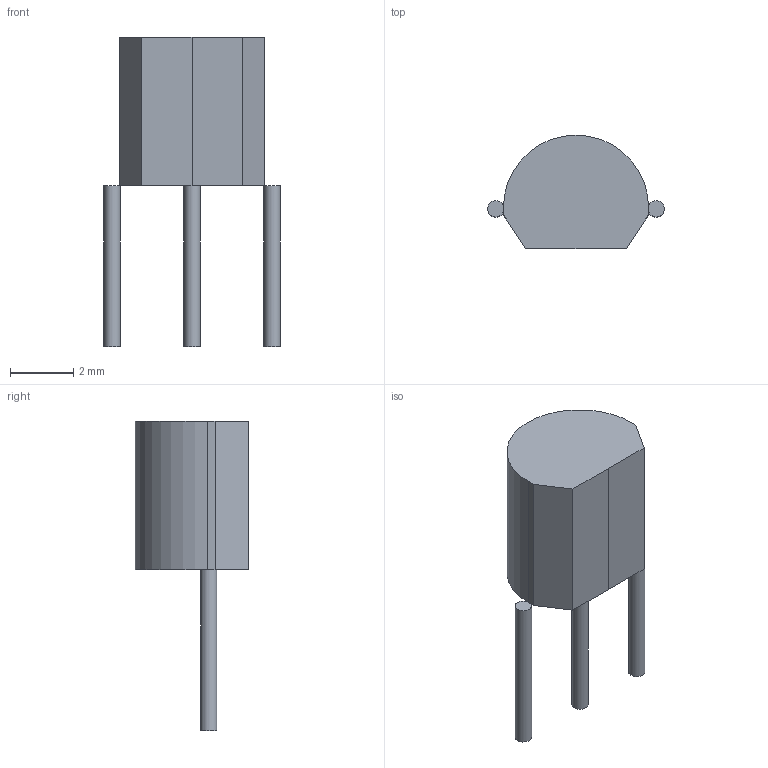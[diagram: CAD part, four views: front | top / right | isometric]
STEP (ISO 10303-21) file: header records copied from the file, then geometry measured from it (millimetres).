
FILE_DESCRIPTION(('FreeCAD Model'),'2;1');
FILE_NAME('16426696.1.2.stp','2024-09-21T12:24:31',( 'Author'),(''),'Open CASCADE STEP processor 6.9','FreeCAD','Unknown' );
FILE_SCHEMA(('AUTOMOTIVE_DESIGN { 1 0 10303 214 1 1 1 1 }'));
Length unit declared in the file: millimetre
Products named in the file (3): ASSEMBLY; Body; Leads
Assembly tree (2 placements, depth 2):
  ASSEMBLY
    Body
    Leads
Bounding box: 5.6 x 3.6 x 9.8 mm (x, y, z)
Volume: 66.9 mm3; surface area: 116.5 mm2
Topology: 4 solids, 5 shells, 19 faces, 30 edges, 20 vertices
Faces by surface type: plane 15, cylinder 4
Full cylindrical faces by diameter (mm): 0.52 x3
Entity records: 942 total; most frequent: DIRECTION 148, CARTESIAN_POINT 138, LINE 80, VECTOR 80, ORIENTED_EDGE 66, PCURVE 64, DEFINITIONAL_REPRESENTATION 64, EDGE_CURVE 32
